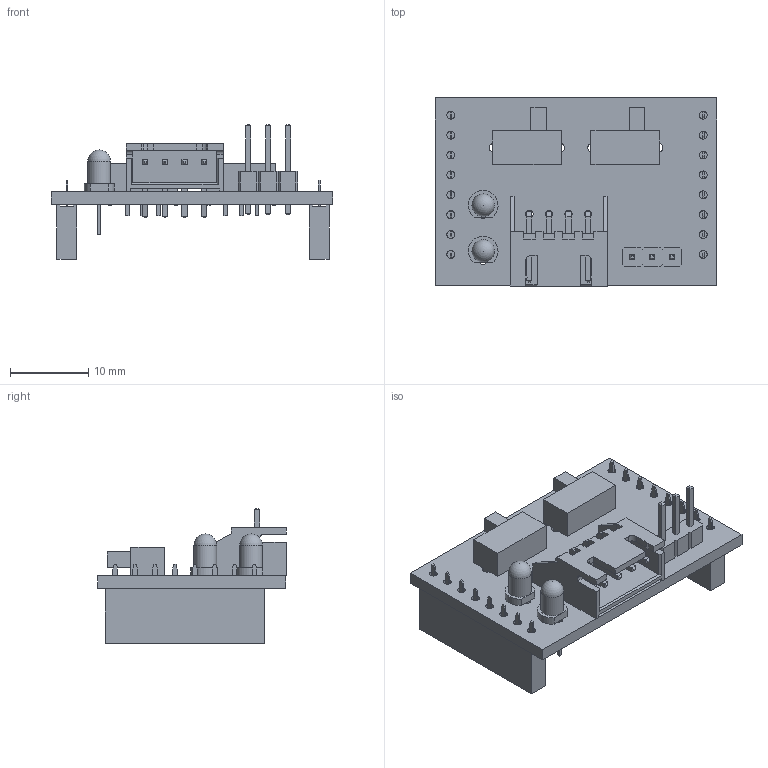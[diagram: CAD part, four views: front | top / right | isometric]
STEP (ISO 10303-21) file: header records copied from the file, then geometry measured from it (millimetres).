
FILE_DESCRIPTION(('KiCad electronic assembly'),'2;1');
FILE_NAME('07-OpenMV.step','2025-01-19T19:02:21',('Pcbnew'),('Kicad'), 'Open CASCADE STEP processor 7.7','KiCad to STEP converter','Unknown' );
FILE_SCHEMA(('AUTOMOTIVE_DESIGN { 1 0 10303 214 1 1 1 1 }'));
Length unit declared in the file: millimetre
Products named in the file (12): 07-OpenMV 1; PinHeader_1x03_P2.54mm_Vertical; SOLID; SK-12D11VG3; JST_XH_S4B-XH-A_1x04_P2.50mm_Horizontal; LED_D3.0mm_Clear; PinSocket_1x08_P2.54mm_Vertical; _autosave-07-OpenMV PCB
Assembly tree (14 placements, depth 3):
  07-OpenMV 1
    PinHeader_1x03_P2.54mm_Vertical
      SOLID
    SK-12D11VG3  x2
      SOLID
    JST_XH_S4B-XH-A_1x04_P2.50mm_Horizontal
      SOLID
    LED_D3.0mm_Clear  x2
      SOLID
    PinSocket_1x08_P2.54mm_Vertical  x2
      SOLID
    _autosave-07-OpenMV PCB
Bounding box: 36 x 24.05 x 17.24 mm (x, y, z)
Volume: 2725.8 mm3; surface area: 4789.6 mm2
Topology: 9 solids, 9 shells, 908 faces, 2328 edges, 1512 vertices
Faces by surface type: plane 853, cylinder 53, sphere 2
Full cylindrical faces by diameter (mm): 0.762 x6, 0.9 x4, 0.95 x4, 1 x19, 1.2 x4, 2.9 x2
Entity records: 41982 total; most frequent: CARTESIAN_POINT 6760, DIRECTION 5844, LINE 4395, VECTOR 4395, ORIENTED_EDGE 3068, PCURVE 3068, DEFINITIONAL_REPRESENTATION 3068, EDGE_CURVE 1534
